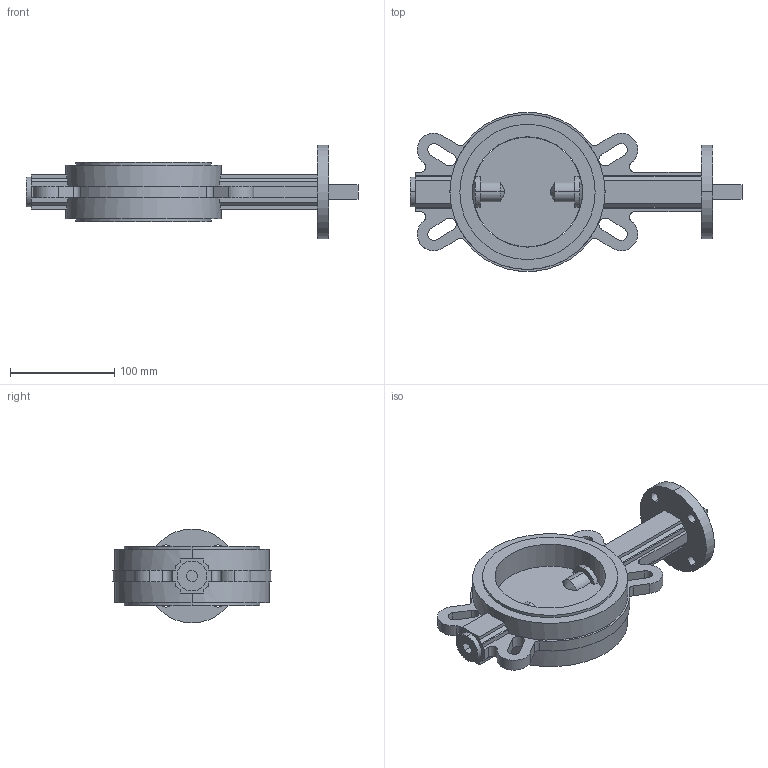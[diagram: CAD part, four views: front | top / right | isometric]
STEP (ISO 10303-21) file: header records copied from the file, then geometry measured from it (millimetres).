
FILE_DESCRIPTION (( 'STEP AP214' ), '1' );
FILE_NAME ('SCBF-D674-10XES-100-H.step', '2025-09-25T05:46:43', ( 'KTP' ), ( '' ), 'SwSTEP 2.0', 'SolidWorks 2021', '' );
FILE_SCHEMA (( 'AUTOMOTIVE_DESIGN' ));
Length unit declared in the file: millimetre
Products named in the file (1): SCBF-D674-10XES-100-H
Bounding box: 319 x 152.47 x 90 mm (x, y, z)
Volume: 776350.7 mm3; surface area: 132625.2 mm2
Topology: 2 solids, 2 shells, 171 faces, 459 edges, 303 vertices
Faces by surface type: plane 91, cylinder 70, cone 6, sphere 4
Entity records: 6260 total; most frequent: CARTESIAN_POINT 1068, DIRECTION 958, ORIENTED_EDGE 918, EDGE_CURVE 459, AXIS2_PLACEMENT_3D 341, VERTEX_POINT 303, VECTOR 276, LINE 276
